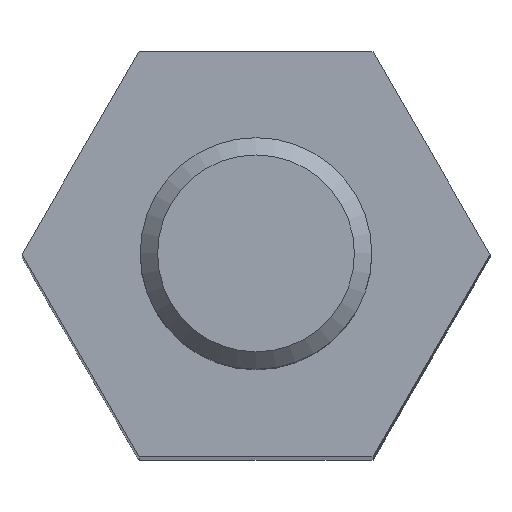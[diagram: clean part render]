
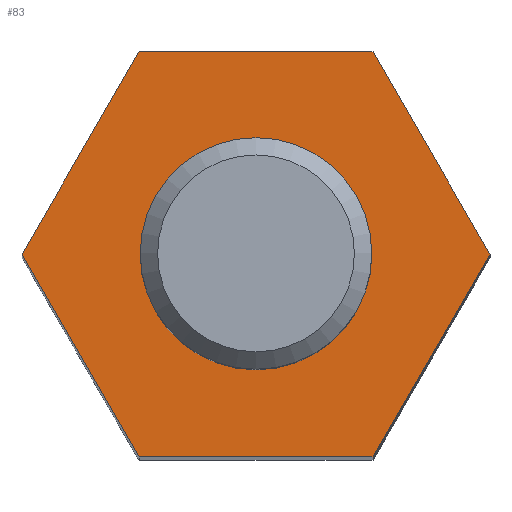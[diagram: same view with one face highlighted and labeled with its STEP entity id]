
A CAD part, top view. The second image highlights one B-rep face of the part: STEP entity #83.
In plain terms, the highlighted planar face has unit normal (0, 0, 1).
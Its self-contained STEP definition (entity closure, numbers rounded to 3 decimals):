
#83 = ADVANCED_FACE( '', ( #172, #173 ), #174, .T. );
#172 = FACE_BOUND( '', #266, .T. );
#173 = FACE_OUTER_BOUND( '', #267, .T. );
#174 = PLANE( '', #268 );
#266 = EDGE_LOOP( '', ( #422 ) );
#267 = EDGE_LOOP( '', ( #423, #424, #425, #426, #427, #428 ) );
#268 = AXIS2_PLACEMENT_3D( '', #429, #430, #431 );
#422 = ORIENTED_EDGE( '', *, *, #526, .T. );
#423 = ORIENTED_EDGE( '', *, *, #511, .T. );
#424 = ORIENTED_EDGE( '', *, *, #517, .T. );
#425 = ORIENTED_EDGE( '', *, *, #504, .T. );
#426 = ORIENTED_EDGE( '', *, *, #494, .T. );
#427 = ORIENTED_EDGE( '', *, *, #531, .T. );
#428 = ORIENTED_EDGE( '', *, *, #499, .T. );
#429 = CARTESIAN_POINT( '', ( 0., 0., 35. ) );
#430 = DIRECTION( '', ( 0., 0., 1. ) );
#431 = DIRECTION( '', ( 1., 0., 0. ) );
#494 = EDGE_CURVE( '', #570, #568, #571, .T. );
#499 = EDGE_CURVE( '', #578, #576, #579, .T. );
#504 = EDGE_CURVE( '', #586, #570, #587, .T. );
#511 = EDGE_CURVE( '', #576, #595, #597, .T. );
#517 = EDGE_CURVE( '', #595, #586, #605, .T. );
#526 = EDGE_CURVE( '', #616, #616, #617, .F. );
#531 = EDGE_CURVE( '', #568, #578, #623, .T. );
#568 = VERTEX_POINT( '', #701 );
#570 = VERTEX_POINT( '', #704 );
#571 = LINE( '', #705, #706 );
#576 = VERTEX_POINT( '', #719 );
#578 = VERTEX_POINT( '', #722 );
#579 = LINE( '', #723, #724 );
#586 = VERTEX_POINT( '', #744 );
#587 = LINE( '', #745, #746 );
#595 = VERTEX_POINT( '', #760 );
#597 = LINE( '', #763, #764 );
#605 = LINE( '', #779, #780 );
#616 = VERTEX_POINT( '', #791 );
#617 = CIRCLE( '', #792, 1.852 );
#623 = LINE( '', #805, #806 );
#701 = CARTESIAN_POINT( '', ( 2.021, -3.5, 35. ) );
#704 = CARTESIAN_POINT( '', ( -2.021, -3.5, 35. ) );
#705 = CARTESIAN_POINT( '', ( -2.021, -3.5, 35. ) );
#706 = VECTOR( '', #835, 1000. );
#719 = CARTESIAN_POINT( '', ( 2.021, 3.5, 35. ) );
#722 = CARTESIAN_POINT( '', ( 4.041, 0., 35. ) );
#723 = CARTESIAN_POINT( '', ( 4.041, 0., 35. ) );
#724 = VECTOR( '', #838, 1000. );
#744 = CARTESIAN_POINT( '', ( -4.041, 0., 35. ) );
#745 = CARTESIAN_POINT( '', ( -4.041, 0., 35. ) );
#746 = VECTOR( '', #840, 1000. );
#760 = CARTESIAN_POINT( '', ( -2.021, 3.5, 35. ) );
#763 = CARTESIAN_POINT( '', ( 2.021, 3.5, 35. ) );
#764 = VECTOR( '', #846, 1000. );
#779 = CARTESIAN_POINT( '', ( -2.021, 3.5, 35. ) );
#780 = VECTOR( '', #853, 1000. );
#791 = CARTESIAN_POINT( '', ( 1.852, 0., 35. ) );
#792 = AXIS2_PLACEMENT_3D( '', #866, #867, #868 );
#805 = CARTESIAN_POINT( '', ( 2.021, -3.5, 35. ) );
#806 = VECTOR( '', #872, 1000. );
#835 = DIRECTION( '', ( 1., 0., 0. ) );
#838 = DIRECTION( '', ( -0.5, 0.866, 0. ) );
#840 = DIRECTION( '', ( 0.5, -0.866, 0. ) );
#846 = DIRECTION( '', ( -1., 0., 0. ) );
#853 = DIRECTION( '', ( -0.5, -0.866, 0. ) );
#866 = CARTESIAN_POINT( '', ( 0., 0., 35. ) );
#867 = DIRECTION( '', ( 0., 0., 1. ) );
#868 = DIRECTION( '', ( 1., 0., 0. ) );
#872 = DIRECTION( '', ( 0.5, 0.866, 0. ) );
